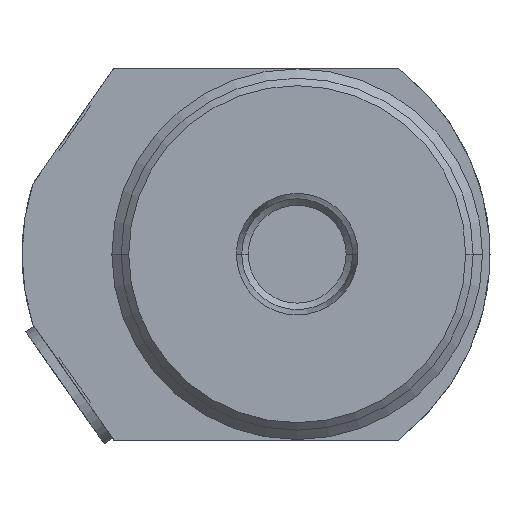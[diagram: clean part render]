
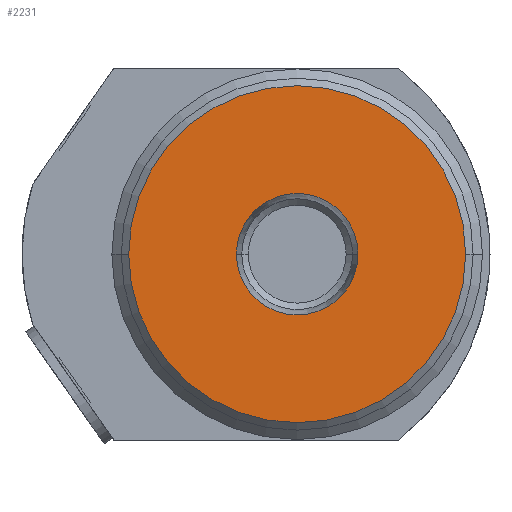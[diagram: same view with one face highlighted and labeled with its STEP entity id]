
A CAD part, left-side view. The second image highlights one B-rep face of the part: STEP entity #2231.
In plain terms, the highlighted planar face has unit normal (-1, 0, 0).
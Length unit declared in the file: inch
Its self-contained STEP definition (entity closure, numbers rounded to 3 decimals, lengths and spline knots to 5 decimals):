
#781=CARTESIAN_POINT('',(-3.38,-0.165,0.));
#782=DIRECTION('',(-1.,0.,0.));
#783=DIRECTION('',(0.,1.,0.));
#784=AXIS2_PLACEMENT_3D('',#781,#782,#783);
#811=CARTESIAN_POINT('',(-3.38,-0.165,0.));
#812=DIRECTION('',(-1.,0.,0.));
#813=DIRECTION('',(0.,1.,0.));
#814=AXIS2_PLACEMENT_3D('',#811,#812,#813);
#819=CARTESIAN_POINT('',(-3.38,-0.165,0.));
#820=DIRECTION('',(-1.,0.,0.));
#821=DIRECTION('',(0.,-1.,0.));
#822=AXIS2_PLACEMENT_3D('',#819,#820,#821);
#827=CARTESIAN_POINT('',(-3.38,-0.165,0.));
#828=DIRECTION('',(1.,0.,0.));
#829=DIRECTION('',(0.,1.,0.));
#830=AXIS2_PLACEMENT_3D('',#827,#828,#829);
#1525=CARTESIAN_POINT('',(-3.38,0.51,0.));
#1526=CARTESIAN_POINT('',(-3.38,-0.84,0.));
#1527=VERTEX_POINT('',#1525);
#1528=VERTEX_POINT('',#1526);
#1657=CARTESIAN_POINT('',(-3.38,0.0785,0.));
#1658=CARTESIAN_POINT('',(-3.38,-0.4085,0.));
#1659=VERTEX_POINT('',#1657);
#1660=VERTEX_POINT('',#1658);
#2215=CARTESIAN_POINT('',(-3.38,0.,0.));
#2216=DIRECTION('',(1.,0.,0.));
#2217=DIRECTION('',(0.,0.,-1.));
#2218=AXIS2_PLACEMENT_3D('',#2215,#2216,#2217);
#2219=PLANE('',#2218);
#2220=ORIENTED_EDGE('',*,*,#2205,.F.);
#2222=ORIENTED_EDGE('',*,*,#2221,.T.);
#2223=EDGE_LOOP('',(#2220,#2222));
#2224=FACE_OUTER_BOUND('',#2223,.F.);
#2226=ORIENTED_EDGE('',*,*,#2225,.T.);
#2228=ORIENTED_EDGE('',*,*,#2227,.T.);
#2229=EDGE_LOOP('',(#2226,#2228));
#2230=FACE_BOUND('',#2229,.F.);
#2231=ADVANCED_FACE('',(#2224,#2230),#2219,.F.);
#785=CIRCLE('',#784,0.675);
#815=CIRCLE('',#814,0.2435);
#823=CIRCLE('',#822,0.2435);
#831=CIRCLE('',#830,0.675);
#2205=EDGE_CURVE('',#1527,#1528,#785,.T.);
#2221=EDGE_CURVE('',#1527,#1528,#831,.T.);
#2225=EDGE_CURVE('',#1659,#1660,#815,.T.);
#2227=EDGE_CURVE('',#1660,#1659,#823,.T.);
